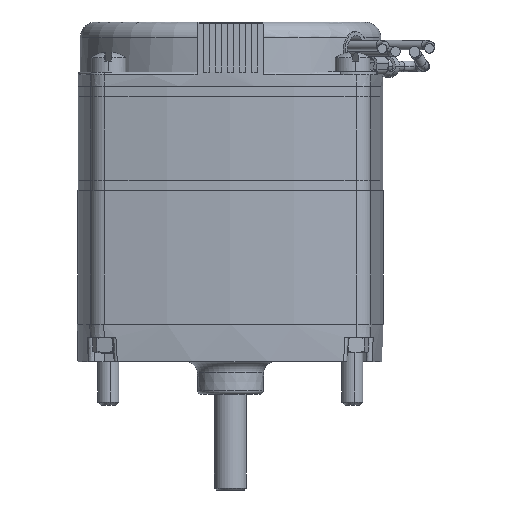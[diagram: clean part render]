
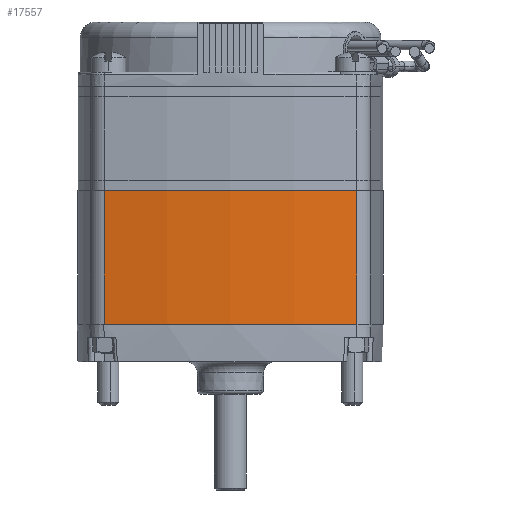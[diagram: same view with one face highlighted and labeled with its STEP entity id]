
A CAD part, front view. The second image highlights one B-rep face of the part: STEP entity #17557.
In plain terms, the highlighted cylindrical face has radius 127 mm (diameter 254 mm), a partial arc.
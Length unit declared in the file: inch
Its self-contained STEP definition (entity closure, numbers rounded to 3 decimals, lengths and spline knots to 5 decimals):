
#1268 = DIRECTION ( 'NONE',  ( 0., 0., 1. ) ) ;
#3692 = VERTEX_POINT ( 'NONE', #12976 ) ;
#4005 = CARTESIAN_POINT ( 'NONE',  ( -0.98272, -1.09247, 1.037 ) ) ;
#4647 = CARTESIAN_POINT ( 'NONE',  ( 0.98272, -1.09247, 1.037 ) ) ;
#4732 = ORIENTED_EDGE ( 'NONE', *, *, #7032, .T. ) ;
#4950 = DIRECTION ( 'NONE',  ( 1., 0., 0. ) ) ;
#4956 = LINE ( 'NONE', #4647, #18433 ) ;
#5438 = CARTESIAN_POINT ( 'NONE',  ( 0.98272, -1.09247, 1.037 ) ) ;
#5823 = CIRCLE ( 'NONE', #8154, 5. ) ;
#6443 = CIRCLE ( 'NONE', #16536, 5. ) ;
#7032 = EDGE_CURVE ( 'NONE', #16686, #8461, #4956, .T. ) ;
#8154 = AXIS2_PLACEMENT_3D ( 'NONE', #8279, #8262, #8215 ) ;
#8215 = DIRECTION ( 'NONE',  ( 1., 0., 0. ) ) ;
#8262 = DIRECTION ( 'NONE',  ( 0., 0., 1. ) ) ;
#8279 = CARTESIAN_POINT ( 'NONE',  ( 0., 3.81, 0. ) ) ;
#8461 = VERTEX_POINT ( 'NONE', #5438 ) ;
#8834 = FACE_OUTER_BOUND ( 'NONE', #16569, .T. ) ;
#9640 = AXIS2_PLACEMENT_3D ( 'NONE', #17110, #17618, #17084 ) ;
#10351 = VECTOR ( 'NONE', #12725, 39.37008 ) ;
#11000 = CYLINDRICAL_SURFACE ( 'NONE', #9640, 5. ) ;
#11392 = EDGE_CURVE ( 'NONE', #11867, #8461, #6443, .T. ) ;
#11867 = VERTEX_POINT ( 'NONE', #4005 ) ;
#12289 = LINE ( 'NONE', #12920, #10351 ) ;
#12725 = DIRECTION ( 'NONE',  ( 0., 0., -1. ) ) ;
#12727 = CARTESIAN_POINT ( 'NONE',  ( 0., 3.81, 1.037 ) ) ;
#12920 = CARTESIAN_POINT ( 'NONE',  ( -0.98272, -1.09247, 1.037 ) ) ;
#12944 = DIRECTION ( 'NONE',  ( 0., 0., 1. ) ) ;
#12976 = CARTESIAN_POINT ( 'NONE',  ( -0.98272, -1.09247, 0. ) ) ;
#14075 = ORIENTED_EDGE ( 'NONE', *, *, #20392, .T. ) ;
#14712 = ORIENTED_EDGE ( 'NONE', *, *, #17876, .T. ) ;
#14805 = ORIENTED_EDGE ( 'NONE', *, *, #11392, .F. ) ;
#16536 = AXIS2_PLACEMENT_3D ( 'NONE', #12727, #12944, #4950 ) ;
#16569 = EDGE_LOOP ( 'NONE', ( #14805, #14075, #14712, #4732 ) ) ;
#16686 = VERTEX_POINT ( 'NONE', #18026 ) ;
#17084 = DIRECTION ( 'NONE',  ( -1., 0., 0. ) ) ;
#17110 = CARTESIAN_POINT ( 'NONE',  ( 0., 3.81, 1.037 ) ) ;
#17557 = ADVANCED_FACE ( 'NONE', ( #8834 ), #11000, .T. ) ;
#17618 = DIRECTION ( 'NONE',  ( 0., 0., -1. ) ) ;
#17876 = EDGE_CURVE ( 'NONE', #3692, #16686, #5823, .T. ) ;
#18026 = CARTESIAN_POINT ( 'NONE',  ( 0.98272, -1.09247, 0. ) ) ;
#18433 = VECTOR ( 'NONE', #1268, 39.37008 ) ;
#20392 = EDGE_CURVE ( 'NONE', #11867, #3692, #12289, .T. ) ;
